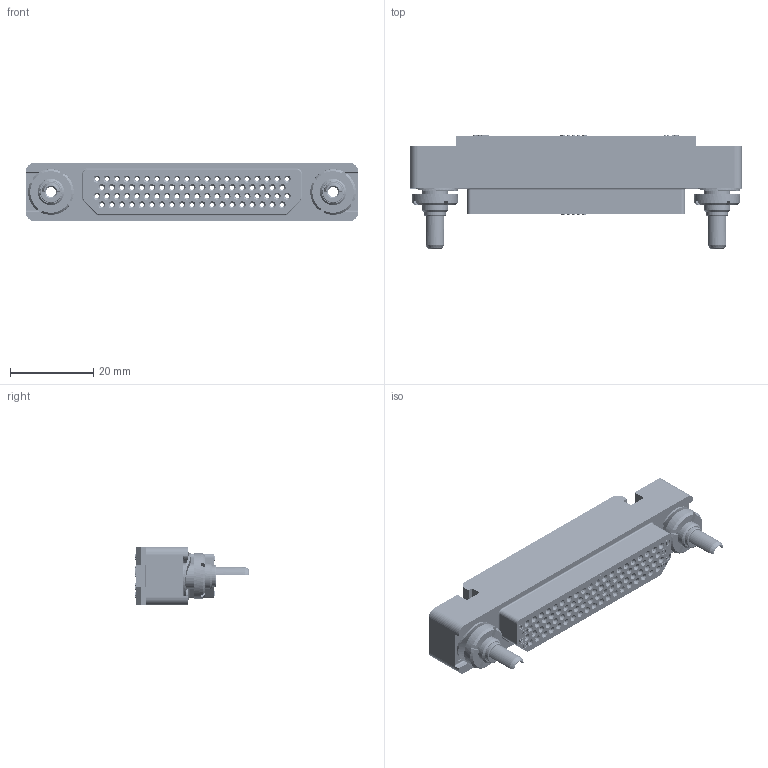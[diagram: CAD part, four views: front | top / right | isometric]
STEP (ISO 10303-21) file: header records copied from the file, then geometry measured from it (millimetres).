
FILE_DESCRIPTION((''),'2;1');
FILE_NAME('1900ND12S2B00A','2020-09-02T',('presta_be4'),(''),'CREO PARAMETRIC BY PTC INC, 2018360','CREO PARAMETRIC BY PTC INC, 2018360','');
FILE_SCHEMA(('CONFIG_CONTROL_DESIGN'));
Products named in the file (1): 1900ND12S2B00A
Bounding box: 80 x 27.31 x 14 mm (x, y, z)
Volume: 12823.7 mm3; surface area: 17757.6 mm2
Topology: 3 solids, 3 shells, 7273 faces, 19143 edges, 12514 vertices
Faces by surface type: plane 3096, cylinder 2340, cone 1234, bspline 324, extrusion 249, torus 30
Entity records: 265445 total; most frequent: CARTESIAN_POINT 86725, ORIENTED_EDGE 38278, DIRECTION 35851, EDGE_CURVE 19139, AXIS2_PLACEMENT_3D 13047, VERTEX_POINT 12514, VECTOR 9757, LINE 9508
